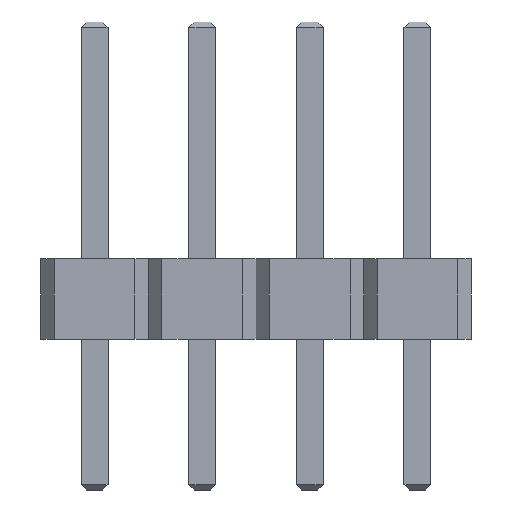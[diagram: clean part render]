
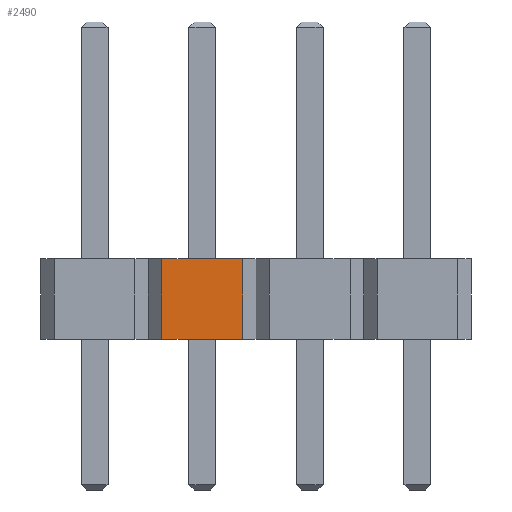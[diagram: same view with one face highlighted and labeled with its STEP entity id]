
A CAD part, left-side view. The second image highlights one B-rep face of the part: STEP entity #2490.
In plain terms, the highlighted planar face has unit normal (-1, 0, 0).
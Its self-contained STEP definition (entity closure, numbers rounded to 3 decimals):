
#44 = PLANE('',#45);
#45 = AXIS2_PLACEMENT_3D('',#46,#47,#48);
#46 = CARTESIAN_POINT('',(-1.,0.75,0.));
#47 = DIRECTION('',(0.,0.,-1.));
#48 = DIRECTION('',(0.,1.,0.));
#100 = PLANE('',#101);
#101 = AXIS2_PLACEMENT_3D('',#102,#103,#104);
#102 = CARTESIAN_POINT('',(-1.,0.75,1.5));
#103 = DIRECTION('',(0.,0.,-1.));
#104 = DIRECTION('',(-1.,0.,0.));
#721 = VERTEX_POINT('',#722);
#722 = CARTESIAN_POINT('',(-1.,-2.75,0.));
#736 = PLANE('',#737);
#737 = AXIS2_PLACEMENT_3D('',#738,#739,#740);
#738 = CARTESIAN_POINT('',(-0.875,-2.875,0.));
#739 = DIRECTION('',(-0.707,-0.707,0.));
#740 = DIRECTION('',(0.,0.,-1.));
#748 = EDGE_CURVE('',#749,#721,#751,.T.);
#749 = VERTEX_POINT('',#750);
#750 = CARTESIAN_POINT('',(-1.,-1.25,0.));
#751 = SURFACE_CURVE('',#752,(#756,#763),.PCURVE_S1.);
#752 = LINE('',#753,#754);
#753 = CARTESIAN_POINT('',(-1.,-1.,0.));
#754 = VECTOR('',#755,1.);
#755 = DIRECTION('',(0.,-1.,0.));
#756 = PCURVE('',#44,#757);
#757 = DEFINITIONAL_REPRESENTATION('',(#758),#762);
#758 = LINE('',#759,#760);
#759 = CARTESIAN_POINT('',(-1.75,0.));
#760 = VECTOR('',#761,1.);
#761 = DIRECTION('',(-1.,0.));
#762 = ( GEOMETRIC_REPRESENTATION_CONTEXT(2) 
PARAMETRIC_REPRESENTATION_CONTEXT() REPRESENTATION_CONTEXT('2D SPACE',''
  ) );
#763 = PCURVE('',#764,#769);
#764 = PLANE('',#765);
#765 = AXIS2_PLACEMENT_3D('',#766,#767,#768);
#766 = CARTESIAN_POINT('',(-1.,-1.,0.));
#767 = DIRECTION('',(1.,0.,0.));
#768 = DIRECTION('',(0.,-1.,0.));
#769 = DEFINITIONAL_REPRESENTATION('',(#770),#774);
#770 = LINE('',#771,#772);
#771 = CARTESIAN_POINT('',(0.,0.));
#772 = VECTOR('',#773,1.);
#773 = DIRECTION('',(1.,0.));
#774 = ( GEOMETRIC_REPRESENTATION_CONTEXT(2) 
PARAMETRIC_REPRESENTATION_CONTEXT() REPRESENTATION_CONTEXT('2D SPACE',''
  ) );
#792 = PLANE('',#793);
#793 = AXIS2_PLACEMENT_3D('',#794,#795,#796);
#794 = CARTESIAN_POINT('',(-0.875,-1.125,0.));
#795 = DIRECTION('',(-0.707,0.707,0.));
#796 = DIRECTION('',(0.,0.,1.));
#1796 = VERTEX_POINT('',#1797);
#1797 = CARTESIAN_POINT('',(-1.,-2.75,1.5));
#1818 = EDGE_CURVE('',#1819,#1796,#1821,.T.);
#1819 = VERTEX_POINT('',#1820);
#1820 = CARTESIAN_POINT('',(-1.,-1.25,1.5));
#1821 = SURFACE_CURVE('',#1822,(#1826,#1833),.PCURVE_S1.);
#1822 = LINE('',#1823,#1824);
#1823 = CARTESIAN_POINT('',(-1.,-1.,1.5));
#1824 = VECTOR('',#1825,1.);
#1825 = DIRECTION('',(0.,-1.,0.));
#1826 = PCURVE('',#100,#1827);
#1827 = DEFINITIONAL_REPRESENTATION('',(#1828),#1832);
#1828 = LINE('',#1829,#1830);
#1829 = CARTESIAN_POINT('',(0.,-1.75));
#1830 = VECTOR('',#1831,1.);
#1831 = DIRECTION('',(0.,-1.));
#1832 = ( GEOMETRIC_REPRESENTATION_CONTEXT(2) 
PARAMETRIC_REPRESENTATION_CONTEXT() REPRESENTATION_CONTEXT('2D SPACE',''
  ) );
#1833 = PCURVE('',#764,#1834);
#1834 = DEFINITIONAL_REPRESENTATION('',(#1835),#1839);
#1835 = LINE('',#1836,#1837);
#1836 = CARTESIAN_POINT('',(0.,-1.5));
#1837 = VECTOR('',#1838,1.);
#1838 = DIRECTION('',(1.,0.));
#1839 = ( GEOMETRIC_REPRESENTATION_CONTEXT(2) 
PARAMETRIC_REPRESENTATION_CONTEXT() REPRESENTATION_CONTEXT('2D SPACE',''
  ) );
#2441 = EDGE_CURVE('',#749,#1819,#2442,.T.);
#2442 = SURFACE_CURVE('',#2443,(#2447,#2454),.PCURVE_S1.);
#2443 = LINE('',#2444,#2445);
#2444 = CARTESIAN_POINT('',(-1.,-1.25,0.));
#2445 = VECTOR('',#2446,1.);
#2446 = DIRECTION('',(0.,0.,1.));
#2447 = PCURVE('',#792,#2448);
#2448 = DEFINITIONAL_REPRESENTATION('',(#2449),#2453);
#2449 = LINE('',#2450,#2451);
#2450 = CARTESIAN_POINT('',(0.,-0.177));
#2451 = VECTOR('',#2452,1.);
#2452 = DIRECTION('',(1.,0.));
#2453 = ( GEOMETRIC_REPRESENTATION_CONTEXT(2) 
PARAMETRIC_REPRESENTATION_CONTEXT() REPRESENTATION_CONTEXT('2D SPACE',''
  ) );
#2454 = PCURVE('',#764,#2455);
#2455 = DEFINITIONAL_REPRESENTATION('',(#2456),#2460);
#2456 = LINE('',#2457,#2458);
#2457 = CARTESIAN_POINT('',(0.25,0.));
#2458 = VECTOR('',#2459,1.);
#2459 = DIRECTION('',(0.,-1.));
#2460 = ( GEOMETRIC_REPRESENTATION_CONTEXT(2) 
PARAMETRIC_REPRESENTATION_CONTEXT() REPRESENTATION_CONTEXT('2D SPACE',''
  ) );
#2490 = ADVANCED_FACE('',(#2491),#764,.F.);
#2491 = FACE_BOUND('',#2492,.F.);
#2492 = EDGE_LOOP('',(#2493,#2494,#2495,#2496));
#2493 = ORIENTED_EDGE('',*,*,#748,.F.);
#2494 = ORIENTED_EDGE('',*,*,#2441,.T.);
#2495 = ORIENTED_EDGE('',*,*,#1818,.T.);
#2496 = ORIENTED_EDGE('',*,*,#2497,.F.);
#2497 = EDGE_CURVE('',#721,#1796,#2498,.T.);
#2498 = SURFACE_CURVE('',#2499,(#2503,#2510),.PCURVE_S1.);
#2499 = LINE('',#2500,#2501);
#2500 = CARTESIAN_POINT('',(-1.,-2.75,0.));
#2501 = VECTOR('',#2502,1.);
#2502 = DIRECTION('',(0.,0.,1.));
#2503 = PCURVE('',#764,#2504);
#2504 = DEFINITIONAL_REPRESENTATION('',(#2505),#2509);
#2505 = LINE('',#2506,#2507);
#2506 = CARTESIAN_POINT('',(1.75,0.));
#2507 = VECTOR('',#2508,1.);
#2508 = DIRECTION('',(0.,-1.));
#2509 = ( GEOMETRIC_REPRESENTATION_CONTEXT(2) 
PARAMETRIC_REPRESENTATION_CONTEXT() REPRESENTATION_CONTEXT('2D SPACE',''
  ) );
#2510 = PCURVE('',#736,#2511);
#2511 = DEFINITIONAL_REPRESENTATION('',(#2512),#2516);
#2512 = LINE('',#2513,#2514);
#2513 = CARTESIAN_POINT('',(0.,-0.177));
#2514 = VECTOR('',#2515,1.);
#2515 = DIRECTION('',(-1.,0.));
#2516 = ( GEOMETRIC_REPRESENTATION_CONTEXT(2) 
PARAMETRIC_REPRESENTATION_CONTEXT() REPRESENTATION_CONTEXT('2D SPACE',''
  ) );
